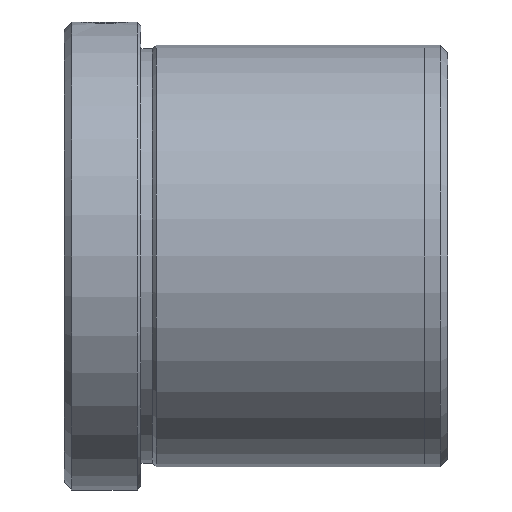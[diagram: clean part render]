
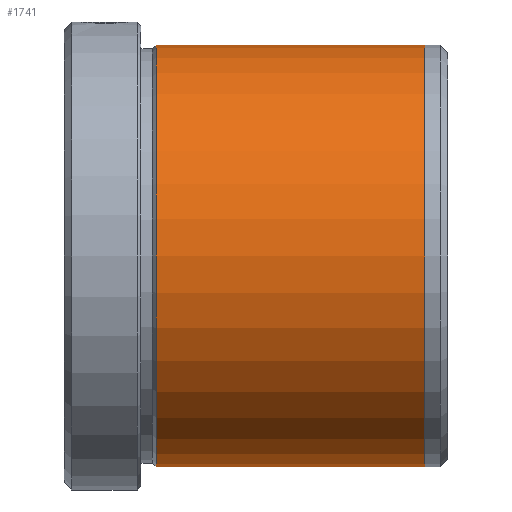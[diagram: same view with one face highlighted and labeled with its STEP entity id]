
A CAD part, left-side view. The second image highlights one B-rep face of the part: STEP entity #1741.
In plain terms, the highlighted cylindrical face has radius 27.5 mm (diameter 55 mm), a partial arc.
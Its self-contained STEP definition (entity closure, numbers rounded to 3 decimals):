
#54 = DIRECTION ( 'NONE',  ( 0., 1., 0. ) ) ;
#111 = VERTEX_POINT ( 'NONE', #1773 ) ;
#121 = AXIS2_PLACEMENT_3D ( 'NONE', #713, #1669, #851 ) ;
#150 = CARTESIAN_POINT ( 'NONE',  ( 0., 0., -27.5 ) ) ;
#250 = FACE_OUTER_BOUND ( 'NONE', #1075, .T. ) ;
#388 = AXIS2_PLACEMENT_3D ( 'NONE', #1565, #749, #1705 ) ;
#391 = VERTEX_POINT ( 'NONE', #1431 ) ;
#513 = ORIENTED_EDGE ( 'NONE', *, *, #1016, .F. ) ;
#713 = CARTESIAN_POINT ( 'NONE',  ( 0., -12., 0. ) ) ;
#749 = DIRECTION ( 'NONE',  ( 0., -1., 0. ) ) ;
#778 = AXIS2_PLACEMENT_3D ( 'NONE', #1294, #1024, #1155 ) ;
#829 = CARTESIAN_POINT ( 'NONE',  ( 0., -12., -27.5 ) ) ;
#839 = VERTEX_POINT ( 'NONE', #829 ) ;
#841 = CARTESIAN_POINT ( 'NONE',  ( 0., -47., 27.5 ) ) ;
#851 = DIRECTION ( 'NONE',  ( 0., 0., 1. ) ) ;
#861 = ORIENTED_EDGE ( 'NONE', *, *, #872, .F. ) ;
#872 = EDGE_CURVE ( 'NONE', #391, #839, #1769, .T. ) ;
#938 = CYLINDRICAL_SURFACE ( 'NONE', #778, 27.5 ) ;
#954 = VECTOR ( 'NONE', #54, 1000. ) ;
#968 = ORIENTED_EDGE ( 'NONE', *, *, #1093, .F. ) ;
#1016 = EDGE_CURVE ( 'NONE', #839, #111, #1504, .T. ) ;
#1024 = DIRECTION ( 'NONE',  ( 0., 1., 0. ) ) ;
#1068 = CIRCLE ( 'NONE', #388, 27.5 ) ;
#1075 = EDGE_LOOP ( 'NONE', ( #861, #968, #1296, #513 ) ) ;
#1093 = EDGE_CURVE ( 'NONE', #1587, #391, #1068, .T. ) ;
#1105 = DIRECTION ( 'NONE',  ( 0., 1., 0. ) ) ;
#1155 = DIRECTION ( 'NONE',  ( 0., 0., 1. ) ) ;
#1294 = CARTESIAN_POINT ( 'NONE',  ( 0., 0., 0. ) ) ;
#1296 = ORIENTED_EDGE ( 'NONE', *, *, #1410, .T. ) ;
#1313 = LINE ( 'NONE', #1399, #954 ) ;
#1397 = VECTOR ( 'NONE', #1105, 1000. ) ;
#1399 = CARTESIAN_POINT ( 'NONE',  ( 0., 0., 27.5 ) ) ;
#1410 = EDGE_CURVE ( 'NONE', #1587, #111, #1313, .T. ) ;
#1431 = CARTESIAN_POINT ( 'NONE',  ( 0., -47., -27.5 ) ) ;
#1504 = CIRCLE ( 'NONE', #121, 27.5 ) ;
#1565 = CARTESIAN_POINT ( 'NONE',  ( 0., -47., 0. ) ) ;
#1587 = VERTEX_POINT ( 'NONE', #841 ) ;
#1669 = DIRECTION ( 'NONE',  ( 0., 1., 0. ) ) ;
#1705 = DIRECTION ( 'NONE',  ( 0., 0., -1. ) ) ;
#1741 = ADVANCED_FACE ( 'NONE', ( #250 ), #938, .T. ) ;
#1769 = LINE ( 'NONE', #150, #1397 ) ;
#1773 = CARTESIAN_POINT ( 'NONE',  ( 0., -12., 27.5 ) ) ;
